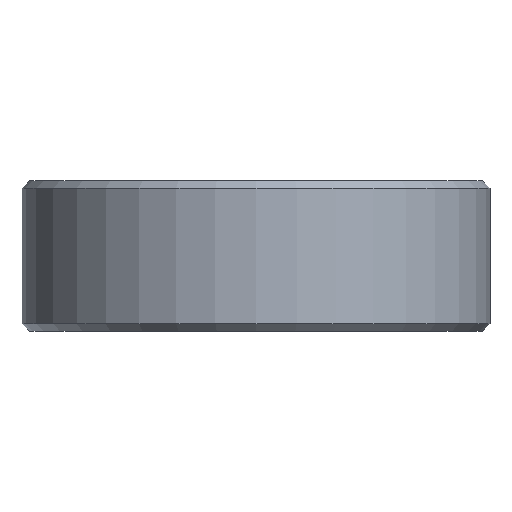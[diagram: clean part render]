
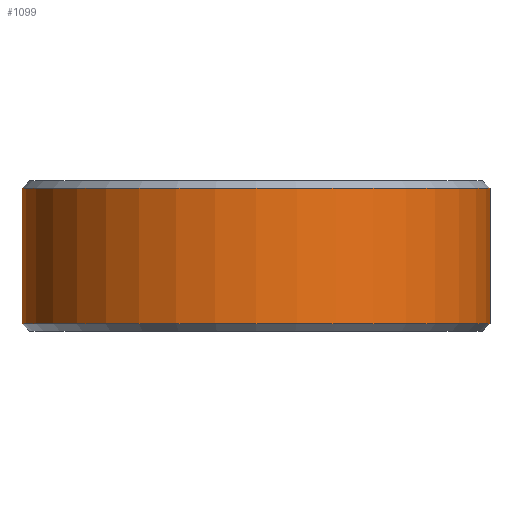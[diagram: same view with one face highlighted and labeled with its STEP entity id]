
A CAD part, front view. The second image highlights one B-rep face of the part: STEP entity #1099.
In plain terms, the highlighted cylindrical face has radius 11.113 mm (diameter 22.225 mm), a partial arc.
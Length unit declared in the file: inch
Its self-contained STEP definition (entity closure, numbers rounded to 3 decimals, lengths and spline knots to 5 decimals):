
#13 = DIRECTION ( 'NONE',  ( 1., 0., 0. ) ) ;
#27 = ORIENTED_EDGE ( 'NONE', *, *, #783, .T. ) ;
#140 = CARTESIAN_POINT ( 'NONE',  ( -0.4375, 0., 0.14063 ) ) ;
#189 = EDGE_LOOP ( 'NONE', ( #1951, #1506, #27, #775 ) ) ;
#229 = DIRECTION ( 'NONE',  ( 1., 0., 0. ) ) ;
#264 = CARTESIAN_POINT ( 'NONE',  ( 0.4375, 0., -0.12656 ) ) ;
#292 = CYLINDRICAL_SURFACE ( 'NONE', #1247, 0.4375 ) ;
#319 = VECTOR ( 'NONE', #1317, 39.37008 ) ;
#329 = AXIS2_PLACEMENT_3D ( 'NONE', #1240, #2151, #13 ) ;
#411 = CARTESIAN_POINT ( 'NONE',  ( 0., 0., -0.12656 ) ) ;
#422 = CARTESIAN_POINT ( 'NONE',  ( 0.4375, 0., 0.14063 ) ) ;
#630 = EDGE_CURVE ( 'NONE', #998, #816, #1500, .T. ) ;
#639 = AXIS2_PLACEMENT_3D ( 'NONE', #411, #1093, #1244 ) ;
#709 = CIRCLE ( 'NONE', #639, 0.4375 ) ;
#762 = CIRCLE ( 'NONE', #329, 0.4375 ) ;
#775 = ORIENTED_EDGE ( 'NONE', *, *, #1935, .F. ) ;
#783 = EDGE_CURVE ( 'NONE', #1391, #1631, #1144, .T. ) ;
#816 = VERTEX_POINT ( 'NONE', #1120 ) ;
#878 = CARTESIAN_POINT ( 'NONE',  ( 0.4375, 0., 0.12656 ) ) ;
#998 = VERTEX_POINT ( 'NONE', #1319 ) ;
#1093 = DIRECTION ( 'NONE',  ( 0., 0., 1. ) ) ;
#1099 = ADVANCED_FACE ( 'NONE', ( #1881 ), #292, .T. ) ;
#1120 = CARTESIAN_POINT ( 'NONE',  ( -0.4375, 0., 0.12656 ) ) ;
#1144 = LINE ( 'NONE', #422, #319 ) ;
#1240 = CARTESIAN_POINT ( 'NONE',  ( 0., 0., 0.12656 ) ) ;
#1244 = DIRECTION ( 'NONE',  ( 1., 0., 0. ) ) ;
#1247 = AXIS2_PLACEMENT_3D ( 'NONE', #1687, #1486, #229 ) ;
#1317 = DIRECTION ( 'NONE',  ( 0., 0., 1. ) ) ;
#1319 = CARTESIAN_POINT ( 'NONE',  ( -0.4375, 0., -0.12656 ) ) ;
#1391 = VERTEX_POINT ( 'NONE', #264 ) ;
#1394 = DIRECTION ( 'NONE',  ( 0., 0., 1. ) ) ;
#1486 = DIRECTION ( 'NONE',  ( 0., 0., 1. ) ) ;
#1500 = LINE ( 'NONE', #140, #2253 ) ;
#1506 = ORIENTED_EDGE ( 'NONE', *, *, #1615, .T. ) ;
#1615 = EDGE_CURVE ( 'NONE', #998, #1391, #709, .T. ) ;
#1631 = VERTEX_POINT ( 'NONE', #878 ) ;
#1687 = CARTESIAN_POINT ( 'NONE',  ( 0., 0., 0.14063 ) ) ;
#1881 = FACE_OUTER_BOUND ( 'NONE', #189, .T. ) ;
#1935 = EDGE_CURVE ( 'NONE', #816, #1631, #762, .T. ) ;
#1951 = ORIENTED_EDGE ( 'NONE', *, *, #630, .F. ) ;
#2151 = DIRECTION ( 'NONE',  ( 0., 0., 1. ) ) ;
#2253 = VECTOR ( 'NONE', #1394, 39.37008 ) ;
